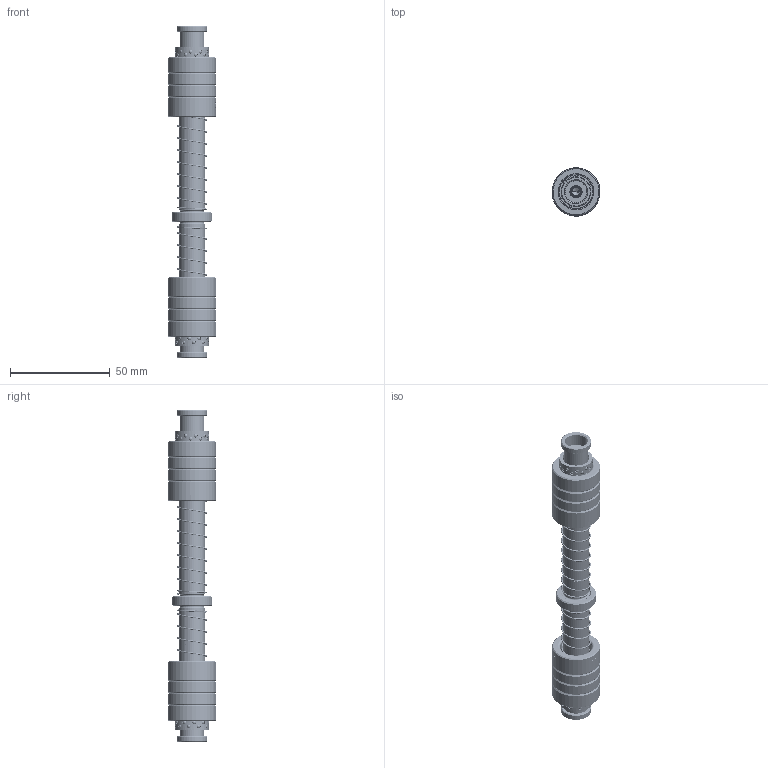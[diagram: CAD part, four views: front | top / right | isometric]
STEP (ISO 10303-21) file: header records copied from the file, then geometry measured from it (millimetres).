
FILE_DESCRIPTION (( 'STEP AP214' ), '1' );
FILE_NAME ('BJGPW BSGPW-D13-LA80-LB60-絳杶BL30.STEP', '2021-09-26T06:04:40', ( 'User' ), ( 'china' ), 'SwSTEP 2.0', 'SolidWorks 2016', '' );
FILE_SCHEMA (( 'AUTOMOTIVE_DESIGN' ));
Length unit declared in the file: millimetre
Products named in the file (10): HWP-B-D14.9-d13.5-L50; HWP-B-D14.9-d13.5-L70; GGTK-D15-d12-10; GBBW--D24-d17-L30; GBBW-D24-d17-L30; BSH BJH-D16.7-13.3-L25; BALL-D2; GPWH-D13-80-60-10; BJGPW BSGPW-D13-LA80-LB60-絳杶BL30
Assembly tree (140 placements, depth 3):
  BJGPW BSGPW-D13-LA80-LB60-絳杶BL30
    GPWH-D13-80-60-10
    BSH BJH-D16.7-13.3-L25  x2
      BSH BJH-D16.7-13.3-L25
      BALL-D2
    GBBW-D24-d17-L30
    GBBW--D24-d17-L30
    GGTK-D15-d12-10  x2
    HWP-B-D14.9-d13.5-L70
    HWP-B-D14.9-d13.5-L50
Bounding box: 24 x 24 x 166 mm (x, y, z)
Volume: 38929.1 mm3; surface area: 30485.7 mm2
Topology: 269 solids, 269 shells, 1262 faces, 5288 edges, 3488 vertices
Faces by surface type: sphere 1040, cone 80, cylinder 76, plane 38, torus 16, bspline 12
Entity records: 33768 total; most frequent: CARTESIAN_POINT 21188, ORIENTED_EDGE 2508, DIRECTION 2270, EDGE_CURVE 1254, AXIS2_PLACEMENT_3D 1050, VERTEX_POINT 806, EDGE_LOOP 712, B_SPLINE_CURVE_WITH_KNOTS 616
